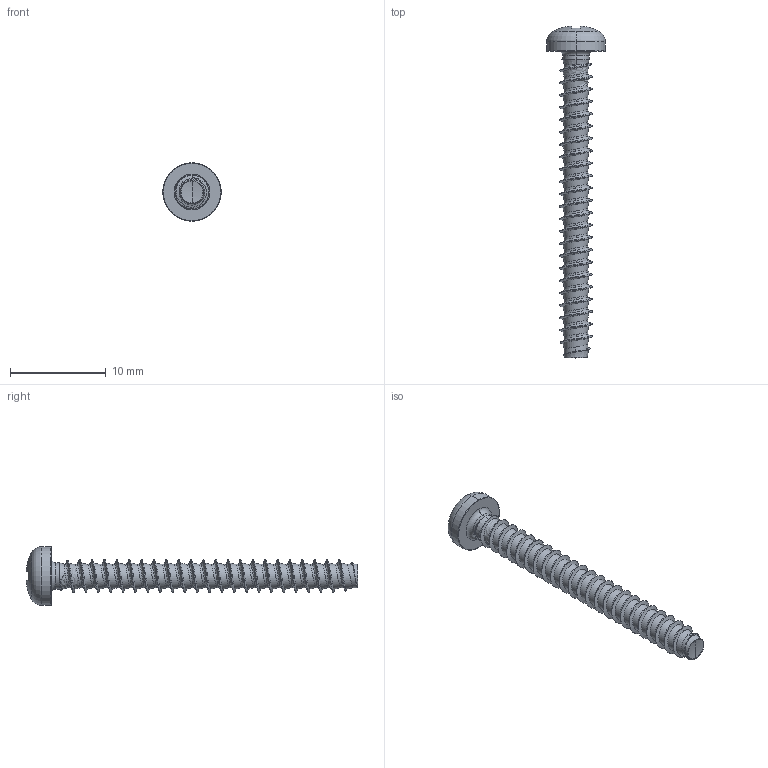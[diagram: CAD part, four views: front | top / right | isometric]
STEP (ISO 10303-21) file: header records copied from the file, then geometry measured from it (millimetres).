
FILE_DESCRIPTION (( 'STEP AP203' ), '1' );
FILE_NAME ('STP220350320.STEP', '2020-09-03T15:31:57', ( '' ), ( '' ), 'SwSTEP 2.0', 'SolidWorks 2015', '' );
FILE_SCHEMA (( 'CONFIG_CONTROL_DESIGN' ));
Products named in the file (2): STP220350320
Bounding box: 6.1 x 34.63 x 6.1 mm (x, y, z)
Volume: 235 mm3; surface area: 514.1 mm2
Topology: 1 solids, 1 shells, 208 faces, 517 edges, 311 vertices
Faces by surface type: cylinder 74, bspline 55, plane 30, torus 20, sphere 20, cone 9
Entity records: 36699 total; most frequent: CARTESIAN_POINT 32285, ORIENTED_EDGE 1030, DIRECTION 745, EDGE_CURVE 515, AXIS2_PLACEMENT_3D 313, VERTEX_POINT 311, EDGE_LOOP 210, ADVANCED_FACE 208
